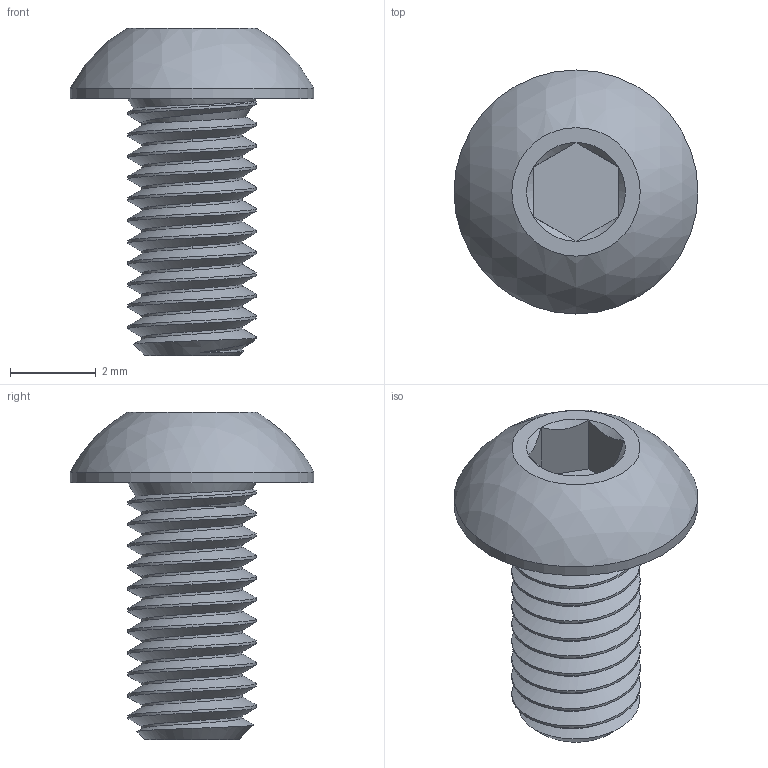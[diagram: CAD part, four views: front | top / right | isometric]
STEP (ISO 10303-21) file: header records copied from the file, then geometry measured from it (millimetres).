
FILE_DESCRIPTION(/* description */ ('STEP AP203'),/* implementation_level */ '2;1');
FILE_NAME(/* name */ '91239A111_M3-6mm-Button Head Hex Drive Screw.step',/* time_stamp */ '2026-01-24T03:25:03-05:00',/* author */ (''),/* organization */ (''),/* preprocessor_version */ 'ST-DEVELOPER v20.1',/* originating_system */ 'Autodesk Translation Framework v14.21.0.0',/* authorisation */ '');
FILE_SCHEMA (('AUTOMOTIVE_DESIGN { 1 0 10303 214 3 1 1 }'));
Length unit declared in the file: millimetre
Products named in the file (1): 2026-01-24-07-38-43-141
Bounding box: 5.7 x 5.7 x 7.65 mm (x, y, z)
Volume: 59.7 mm3; surface area: 157.2 mm2
Topology: 1 solids, 1 shells, 47 faces, 113 edges, 71 vertices
Faces by surface type: cylinder 24, cone 10, plane 10, bspline 2, sphere 1
Full cylindrical faces by diameter (mm): 2.35 x9, 3 x10, 5.7 x1
Entity records: 3058 total; most frequent: CARTESIAN_POINT 2074, ORIENTED_EDGE 226, DIRECTION 161, EDGE_CURVE 113, VERTEX_POINT 71, AXIS2_PLACEMENT_3D 62, EDGE_LOOP 50, FACE_OUTER_BOUND 47
